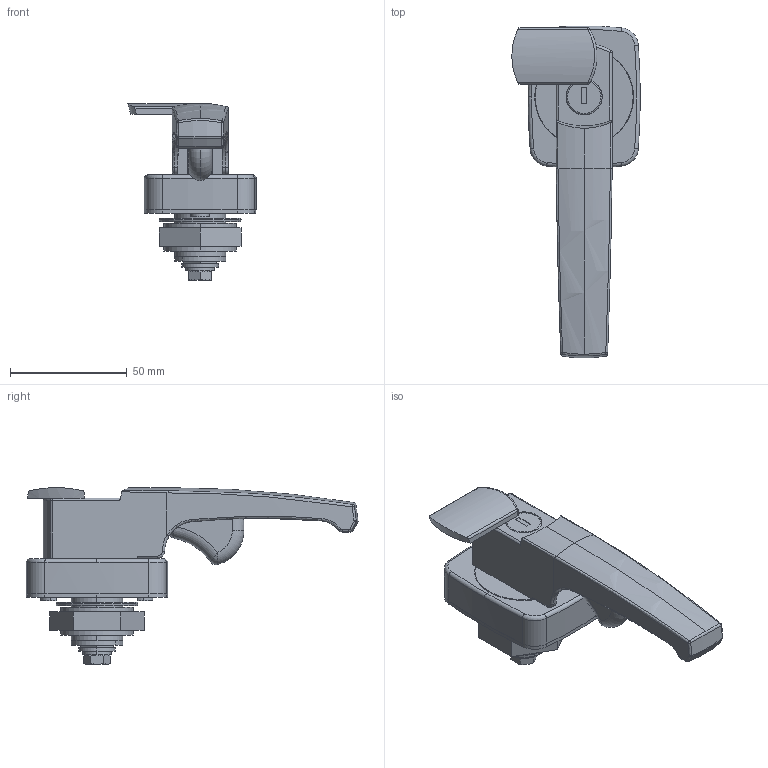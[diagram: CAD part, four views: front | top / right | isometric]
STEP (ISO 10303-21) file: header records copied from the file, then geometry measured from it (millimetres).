
FILE_DESCRIPTION (( 'STEP AP203' ), '1' );
FILE_NAME ('A-130-2-1.STEP', '2020-01-31T07:41:06', ( '' ), ( '' ), 'SwSTEP 2.0', 'SolidWorks 2018', '' );
FILE_SCHEMA (( 'CONFIG_CONTROL_DESIGN' ));
Length unit declared in the file: millimetre
Products named in the file (13): A-130-2-1_ベース_; A-130-2-1_六角ボルト_内径基準ver1.03__M6x12十字穴付六角ボルト(SUS)SWシングルセムス(P2); A-130-2-1; A-130-2-1_スペーサー_; A-130-2-1_パッキン_; A-130-2-1_トリガー_; A-130-2-1_ハンドル_; A-130-2-1_フタ_; A-130-2-1_ナット_; A-130-2-1_十字穴付小ねじ_内径基準ver1.02__M3x5十字穴付なべ小ねじ(SUS)平シングルセムス(P1); A-130-2-1_平座金_; A-130-2-1_R200_公開用_R200-4; A-130-2-1_歯付座金_
Assembly tree (12 placements, depth 2):
  A-130-2-1
    A-130-2-1_ベース_
    A-130-2-1_ハンドル_
    A-130-2-1_フタ_
    A-130-2-1_トリガー_
    A-130-2-1_ナット_
    A-130-2-1_パッキン_
    A-130-2-1_歯付座金_
    A-130-2-1_R200_公開用_R200-4
    A-130-2-1_十字穴付小ねじ_内径基準ver1.02__M3x5十字穴付なべ小ねじ(SUS)平シングルセムス(P1)
    A-130-2-1_六角ボルト_内径基準ver1.03__M6x12十字穴付六角ボルト(SUS)SWシングルセムス(P2)
    A-130-2-1_平座金_
    A-130-2-1_スペーサー_
Bounding box: 55 x 142.28 x 75.7 mm (x, y, z)
Volume: 93602.6 mm3; surface area: 53884.9 mm2
Topology: 12 solids, 12 shells, 690 faces, 1731 edges, 1082 vertices
Faces by surface type: plane 263, cylinder 209, bspline 79, cone 76, torus 47, sphere 16
Entity records: 25274 total; most frequent: CARTESIAN_POINT 7929, ORIENTED_EDGE 3434, DIRECTION 3262, EDGE_CURVE 1717, AXIS2_PLACEMENT_3D 1275, VERTEX_POINT 1082, EDGE_LOOP 735, LINE 712
